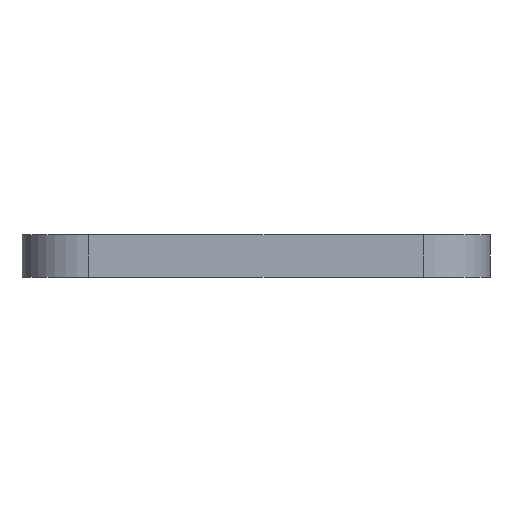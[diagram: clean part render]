
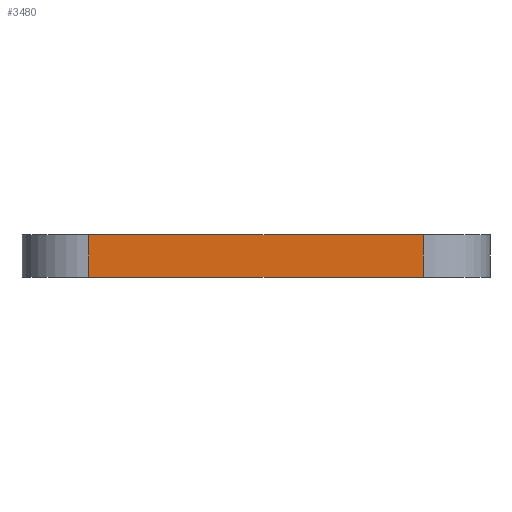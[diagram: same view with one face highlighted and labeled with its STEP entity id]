
A CAD part, left-side view. The second image highlights one B-rep face of the part: STEP entity #3480.
In plain terms, the highlighted planar face has unit normal (-1, 0, 0).
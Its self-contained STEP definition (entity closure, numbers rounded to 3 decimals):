
#83 = PLANE('',#84);
#84 = AXIS2_PLACEMENT_3D('',#85,#86,#87);
#85 = CARTESIAN_POINT('',(148.501,-105.004,1.6));
#86 = DIRECTION('',(-0.,-0.,-1.));
#87 = DIRECTION('',(-1.,0.,0.));
#111 = CYLINDRICAL_SURFACE('',#112,2.54);
#112 = AXIS2_PLACEMENT_3D('',#113,#114,#115);
#113 = CARTESIAN_POINT('',(130.721,-111.354,0.));
#114 = DIRECTION('',(-0.,-0.,-1.));
#115 = DIRECTION('',(1.,0.,-0.));
#137 = PLANE('',#138);
#138 = AXIS2_PLACEMENT_3D('',#139,#140,#141);
#139 = CARTESIAN_POINT('',(148.501,-105.004,0.));
#140 = DIRECTION('',(-0.,-0.,-1.));
#141 = DIRECTION('',(-1.,0.,0.));
#238 = EDGE_CURVE('',#239,#241,#243,.T.);
#239 = VERTEX_POINT('',#240);
#240 = CARTESIAN_POINT('',(128.181,-111.354,0.));
#241 = VERTEX_POINT('',#242);
#242 = CARTESIAN_POINT('',(128.181,-111.354,1.6));
#243 = SURFACE_CURVE('',#244,(#248,#255),.PCURVE_S1.);
#244 = LINE('',#245,#246);
#245 = CARTESIAN_POINT('',(128.181,-111.354,0.));
#246 = VECTOR('',#247,1.);
#247 = DIRECTION('',(0.,0.,1.));
#248 = PCURVE('',#111,#249);
#249 = DEFINITIONAL_REPRESENTATION('',(#250),#254);
#250 = LINE('',#251,#252);
#251 = CARTESIAN_POINT('',(-3.141,0.));
#252 = VECTOR('',#253,1.);
#253 = DIRECTION('',(-0.,-1.));
#254 = ( GEOMETRIC_REPRESENTATION_CONTEXT(2) 
PARAMETRIC_REPRESENTATION_CONTEXT() REPRESENTATION_CONTEXT('2D SPACE',''
  ) );
#255 = PCURVE('',#256,#261);
#256 = PLANE('',#257);
#257 = AXIS2_PLACEMENT_3D('',#258,#259,#260);
#258 = CARTESIAN_POINT('',(128.181,-111.354,0.));
#259 = DIRECTION('',(-1.,0.,0.));
#260 = DIRECTION('',(0.,1.,0.));
#261 = DEFINITIONAL_REPRESENTATION('',(#262),#266);
#262 = LINE('',#263,#264);
#263 = CARTESIAN_POINT('',(0.,0.));
#264 = VECTOR('',#265,1.);
#265 = DIRECTION('',(0.,-1.));
#266 = ( GEOMETRIC_REPRESENTATION_CONTEXT(2) 
PARAMETRIC_REPRESENTATION_CONTEXT() REPRESENTATION_CONTEXT('2D SPACE',''
  ) );
#326 = EDGE_CURVE('',#239,#327,#329,.T.);
#327 = VERTEX_POINT('',#328);
#328 = CARTESIAN_POINT('',(128.181,-98.654,0.));
#329 = SURFACE_CURVE('',#330,(#334,#341),.PCURVE_S1.);
#330 = LINE('',#331,#332);
#331 = CARTESIAN_POINT('',(128.181,-111.354,0.));
#332 = VECTOR('',#333,1.);
#333 = DIRECTION('',(0.,1.,0.));
#334 = PCURVE('',#137,#335);
#335 = DEFINITIONAL_REPRESENTATION('',(#336),#340);
#336 = LINE('',#337,#338);
#337 = CARTESIAN_POINT('',(20.32,-6.35));
#338 = VECTOR('',#339,1.);
#339 = DIRECTION('',(0.,1.));
#340 = ( GEOMETRIC_REPRESENTATION_CONTEXT(2) 
PARAMETRIC_REPRESENTATION_CONTEXT() REPRESENTATION_CONTEXT('2D SPACE',''
  ) );
#341 = PCURVE('',#256,#342);
#342 = DEFINITIONAL_REPRESENTATION('',(#343),#347);
#343 = LINE('',#344,#345);
#344 = CARTESIAN_POINT('',(0.,0.));
#345 = VECTOR('',#346,1.);
#346 = DIRECTION('',(1.,0.));
#347 = ( GEOMETRIC_REPRESENTATION_CONTEXT(2) 
PARAMETRIC_REPRESENTATION_CONTEXT() REPRESENTATION_CONTEXT('2D SPACE',''
  ) );
#370 = CYLINDRICAL_SURFACE('',#371,2.54);
#371 = AXIS2_PLACEMENT_3D('',#372,#373,#374);
#372 = CARTESIAN_POINT('',(130.721,-98.654,0.));
#373 = DIRECTION('',(-0.,-0.,-1.));
#374 = DIRECTION('',(1.,0.,-0.));
#2010 = EDGE_CURVE('',#241,#2011,#2013,.T.);
#2011 = VERTEX_POINT('',#2012);
#2012 = CARTESIAN_POINT('',(128.181,-98.654,1.6));
#2013 = SURFACE_CURVE('',#2014,(#2018,#2025),.PCURVE_S1.);
#2014 = LINE('',#2015,#2016);
#2015 = CARTESIAN_POINT('',(128.181,-111.354,1.6));
#2016 = VECTOR('',#2017,1.);
#2017 = DIRECTION('',(0.,1.,0.));
#2018 = PCURVE('',#83,#2019);
#2019 = DEFINITIONAL_REPRESENTATION('',(#2020),#2024);
#2020 = LINE('',#2021,#2022);
#2021 = CARTESIAN_POINT('',(20.32,-6.35));
#2022 = VECTOR('',#2023,1.);
#2023 = DIRECTION('',(0.,1.));
#2024 = ( GEOMETRIC_REPRESENTATION_CONTEXT(2) 
PARAMETRIC_REPRESENTATION_CONTEXT() REPRESENTATION_CONTEXT('2D SPACE',''
  ) );
#2025 = PCURVE('',#256,#2026);
#2026 = DEFINITIONAL_REPRESENTATION('',(#2027),#2031);
#2027 = LINE('',#2028,#2029);
#2028 = CARTESIAN_POINT('',(0.,-1.6));
#2029 = VECTOR('',#2030,1.);
#2030 = DIRECTION('',(1.,0.));
#2031 = ( GEOMETRIC_REPRESENTATION_CONTEXT(2) 
PARAMETRIC_REPRESENTATION_CONTEXT() REPRESENTATION_CONTEXT('2D SPACE',''
  ) );
#3480 = ADVANCED_FACE('',(#3481),#256,.T.);
#3481 = FACE_BOUND('',#3482,.T.);
#3482 = EDGE_LOOP('',(#3483,#3484,#3485,#3506));
#3483 = ORIENTED_EDGE('',*,*,#238,.T.);
#3484 = ORIENTED_EDGE('',*,*,#2010,.T.);
#3485 = ORIENTED_EDGE('',*,*,#3486,.F.);
#3486 = EDGE_CURVE('',#327,#2011,#3487,.T.);
#3487 = SURFACE_CURVE('',#3488,(#3492,#3499),.PCURVE_S1.);
#3488 = LINE('',#3489,#3490);
#3489 = CARTESIAN_POINT('',(128.181,-98.654,0.));
#3490 = VECTOR('',#3491,1.);
#3491 = DIRECTION('',(0.,0.,1.));
#3492 = PCURVE('',#256,#3493);
#3493 = DEFINITIONAL_REPRESENTATION('',(#3494),#3498);
#3494 = LINE('',#3495,#3496);
#3495 = CARTESIAN_POINT('',(12.7,0.));
#3496 = VECTOR('',#3497,1.);
#3497 = DIRECTION('',(0.,-1.));
#3498 = ( GEOMETRIC_REPRESENTATION_CONTEXT(2) 
PARAMETRIC_REPRESENTATION_CONTEXT() REPRESENTATION_CONTEXT('2D SPACE',''
  ) );
#3499 = PCURVE('',#370,#3500);
#3500 = DEFINITIONAL_REPRESENTATION('',(#3501),#3505);
#3501 = LINE('',#3502,#3503);
#3502 = CARTESIAN_POINT('',(-3.141,0.));
#3503 = VECTOR('',#3504,1.);
#3504 = DIRECTION('',(-0.,-1.));
#3505 = ( GEOMETRIC_REPRESENTATION_CONTEXT(2) 
PARAMETRIC_REPRESENTATION_CONTEXT() REPRESENTATION_CONTEXT('2D SPACE',''
  ) );
#3506 = ORIENTED_EDGE('',*,*,#326,.F.);
